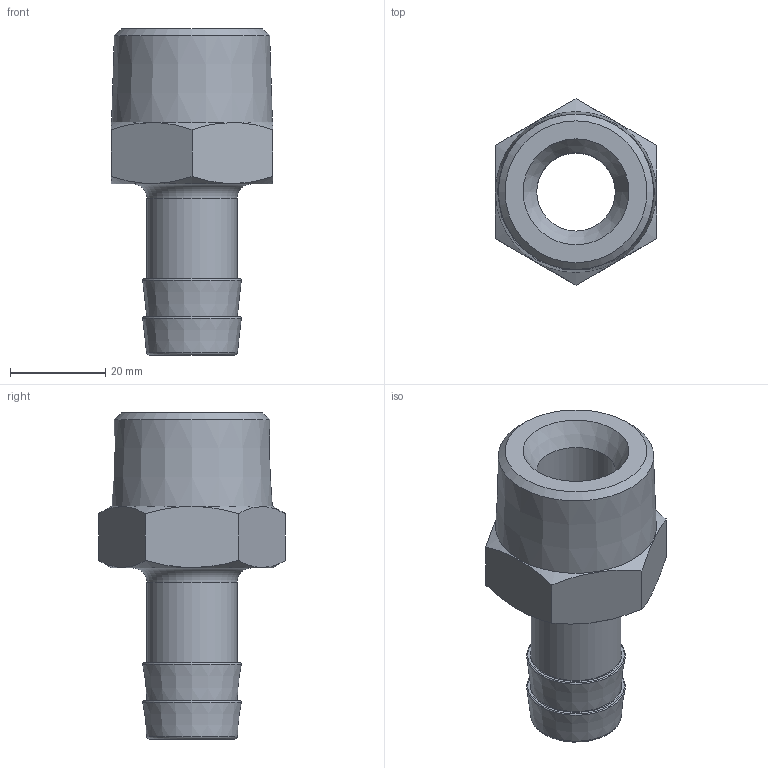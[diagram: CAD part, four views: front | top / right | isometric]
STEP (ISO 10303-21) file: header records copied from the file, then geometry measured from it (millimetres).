
FILE_DESCRIPTION(/* description */ ('STEP AP214'),/* implementation_level */ '2;1');
FILE_NAME(/* name */ '572260_N-1-P-19',/* time_stamp */ '2024-09-11T21:17:24+02:00',/* author */ ('License CC BY-ND 4.0'),/* organization */ ('CADENAS'),/* preprocessor_version */ 'ST-DEVELOPER v19.3',/* originating_system */ 'PARTsolutions',/* authorisation */ ' ');
FILE_SCHEMA (('AUTOMOTIVE_DESIGN {1 0 10303 214 3 1 1}'));
Length unit declared in the file: millimetre
Products named in the file (1): 572260 N-1-P-19
Bounding box: 34 x 39.26 x 68.6 mm (x, y, z)
Volume: 25489.4 mm3; surface area: 10583.4 mm2
Topology: 1 solids, 1 shells, 26 faces, 54 edges, 33 vertices
Faces by surface type: plane 11, cone 7, torus 6, cylinder 2
Full cylindrical faces by diameter (mm): 16.5 x1, 19 x1
Entity records: 674 total; most frequent: CARTESIAN_POINT 167, DIRECTION 98, ORIENTED_EDGE 74, EDGE_LOOP 46, FACE_BOUND 46, AXIS2_PLACEMENT_3D 46, EDGE_CURVE 37, VERTEX_POINT 31
